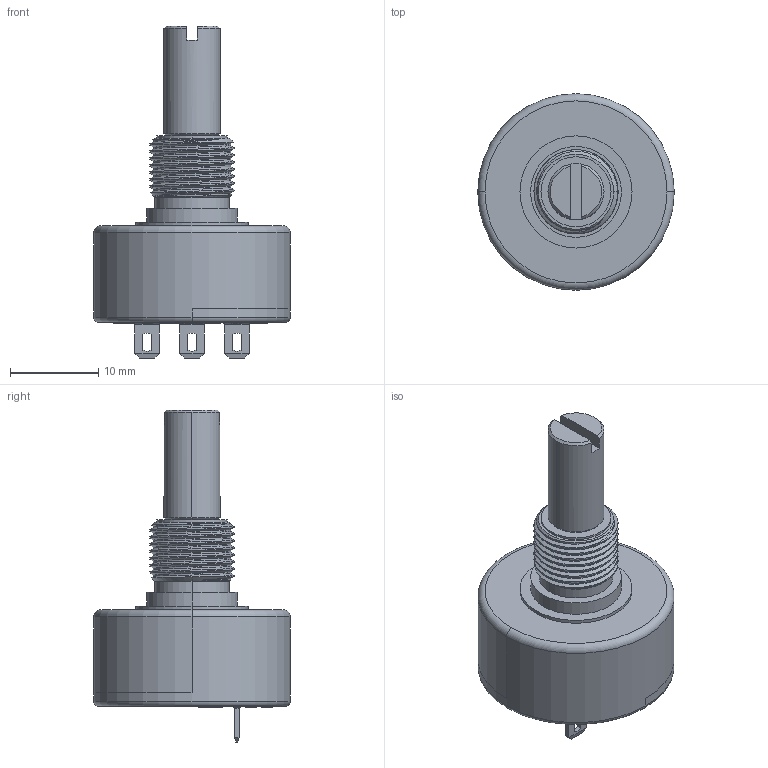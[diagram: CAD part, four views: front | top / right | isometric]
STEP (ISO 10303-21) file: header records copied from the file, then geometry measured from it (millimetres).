
FILE_DESCRIPTION((''),'2;1');
FILE_NAME('04826-12801','2013-02-21T',('RICKB'),('Bourns, Inc.'),'PRO/ENGINEER BY PARAMETRIC TECHNOLOGY CORPORATION, 2012230','PRO/ENGINEER BY PARAMETRIC TECHNOLOGY CORPORATION, 2012230','');
FILE_SCHEMA(('CONFIG_CONTROL_DESIGN'));
Length unit declared in the file: inch
Products named in the file (1): 04826-12801
Bounding box: 22.24 x 22.24 x 37.58 mm (x, y, z)
Volume: 5196 mm3; surface area: 2863.3 mm2
Topology: 1 solids, 4 shells, 519 faces, 1367 edges, 896 vertices
Faces by surface type: plane 306, extrusion 97, cylinder 83, cone 16, bspline 9, torus 8
Entity records: 18867 total; most frequent: CARTESIAN_POINT 6334, ORIENTED_EDGE 2734, DIRECTION 2220, EDGE_CURVE 1367, VECTOR 1024, LINE 927, VERTEX_POINT 896, AXIS2_PLACEMENT_3D 598
